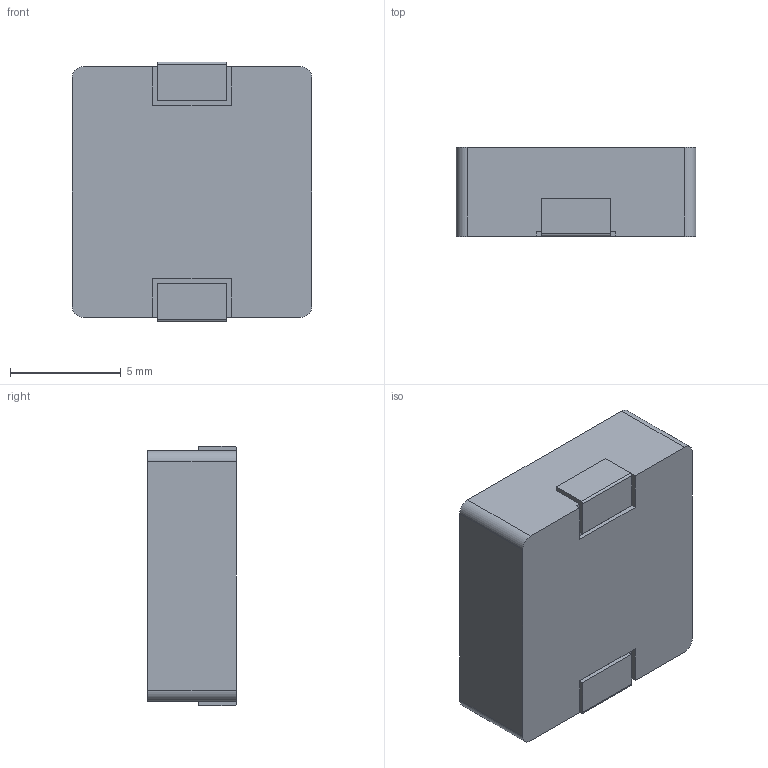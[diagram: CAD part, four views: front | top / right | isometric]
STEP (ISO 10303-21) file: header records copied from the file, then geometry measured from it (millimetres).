
FILE_DESCRIPTION (( 'STEP AP214' ), '1' );
FILE_NAME ('Inductor-HP1004.STEP', '2020-05-25T14:25:51', ( '' ), ( '' ), 'SwSTEP 2.0', 'SolidWorks 2017', '' );
FILE_SCHEMA (( 'AUTOMOTIVE_DESIGN' ));
Length unit declared in the file: millimetre
Products named in the file (1): Inductor-HP1004
Bounding box: 10.8 x 4 x 11.7 mm (x, y, z)
Volume: 487.7 mm3; surface area: 469.3 mm2
Topology: 3 solids, 3 shells, 126 faces, 330 edges, 220 vertices
Faces by surface type: plane 84, bspline 36, cylinder 6
Entity records: 4140 total; most frequent: CARTESIAN_POINT 1145, ORIENTED_EDGE 660, DIRECTION 452, EDGE_CURVE 330, VECTOR 246, LINE 246, VERTEX_POINT 220, EDGE_LOOP 136
